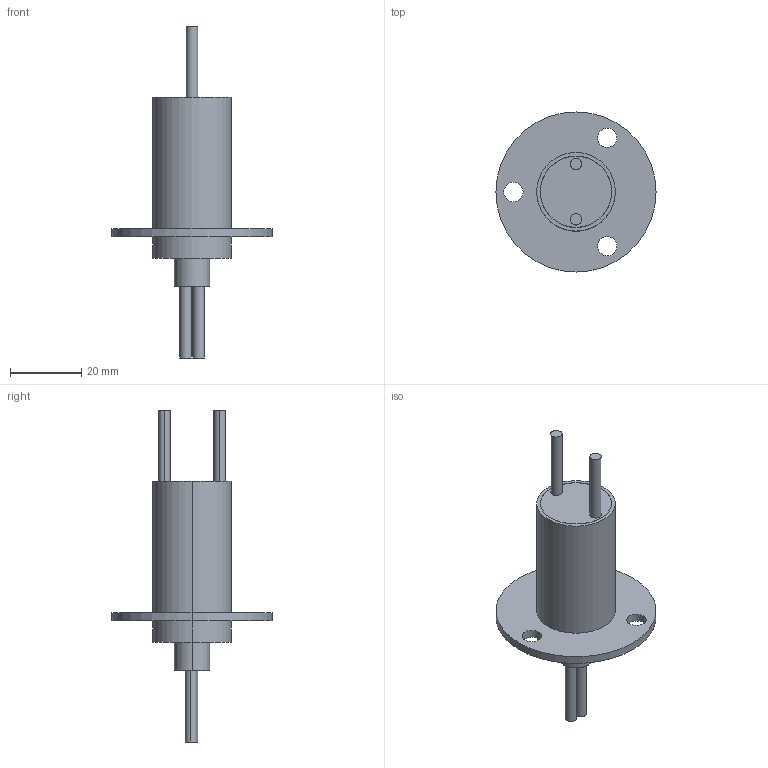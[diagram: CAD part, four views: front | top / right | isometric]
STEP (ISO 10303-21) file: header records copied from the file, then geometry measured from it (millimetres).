
FILE_DESCRIPTION (( 'STEP AP203' ), '1' );
FILE_NAME ('RW1230.STEP', '2020-07-15T01:40:45', ( '微软用户' ), ( '微软中国' ), 'SwSTEP 2.0', 'SolidWorks 2014', '' );
FILE_SCHEMA (( 'CONFIG_CONTROL_DESIGN' ));
Length unit declared in the file: millimetre
Products named in the file (1): RW1230
Bounding box: 44.8 x 44.8 x 92.9 mm (x, y, z)
Volume: 20944.3 mm3; surface area: 7711 mm2
Topology: 1 solids, 1 shells, 45 faces, 94 edges, 62 vertices
Faces by surface type: cylinder 30, plane 13, torus 2
Entity records: 1325 total; most frequent: DIRECTION 250, CARTESIAN_POINT 202, ORIENTED_EDGE 188, AXIS2_PLACEMENT_3D 110, EDGE_CURVE 94, CIRCLE 64, EDGE_LOOP 62, VERTEX_POINT 62
